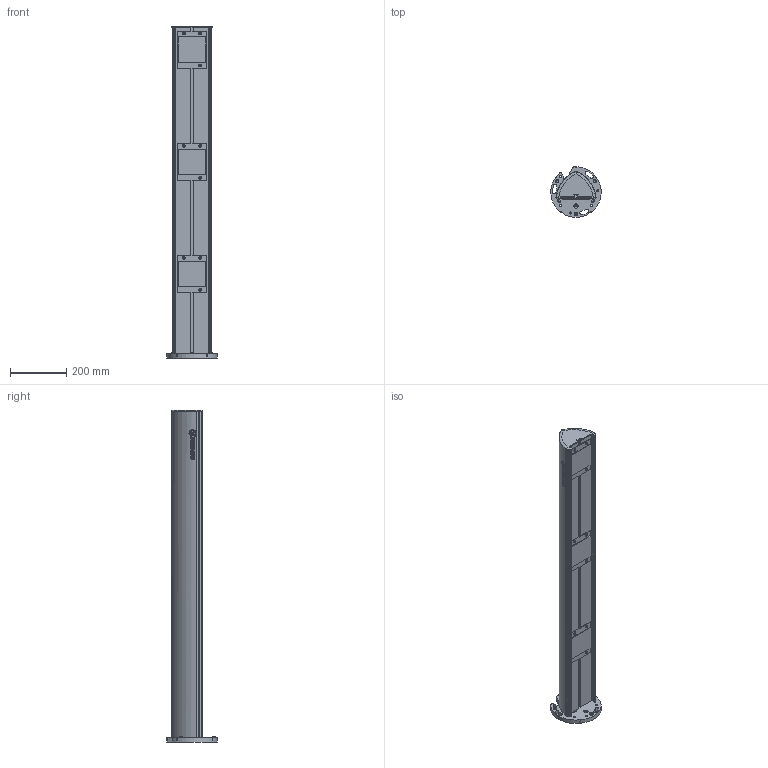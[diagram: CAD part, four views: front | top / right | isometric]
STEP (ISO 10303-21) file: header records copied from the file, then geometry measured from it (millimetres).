
FILE_DESCRIPTION(('OneSpaceDesigner STEP Export'),'2;1');
FILE_NAME('YXC_1185_M23.stp','2018-08-13T11:40:07',('SICK AG'),('SICK AG'),'Creo Elements/Direct Modeling STEP processor for AP214 (Solid Model)','Creo Elements/Direct Modeling 18.1B 29-Sep-2012 (C) Parametric Technology GmbH','');
FILE_SCHEMA(('AUTOMOTIVE_DESIGN { 1 0 10303 214 1 1 1 1 }'));
Length unit declared in the file: millimetre
Products named in the file (1): YXC_1185_M23
Bounding box: 179.47 x 179.63 x 1184 mm (x, y, z)
Volume: 10922411.3 mm3; surface area: 709980.7 mm2
Topology: 1 solids, 1 shells, 392 faces, 1047 edges, 701 vertices
Faces by surface type: plane 250, cylinder 110, sphere 20, extrusion 8, revolution 4
Entity records: 21317 total; most frequent: CARTESIAN_POINT 8418, ORIENTED_EDGE 2090, DIRECTION 1914, EDGE_CURVE 1045, VERTEX_POINT 701, VECTOR 660, LINE 648, AXIS2_PLACEMENT_3D 625
